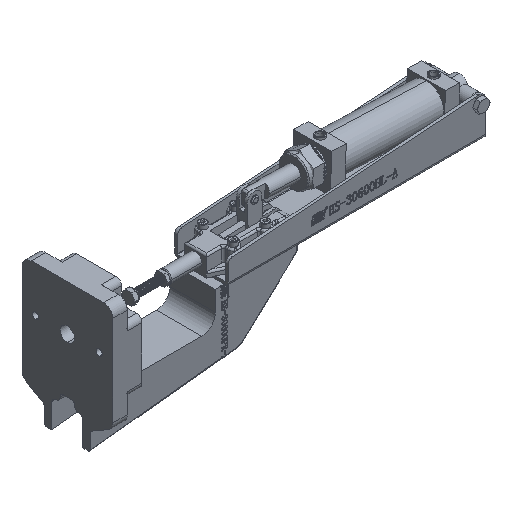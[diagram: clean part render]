
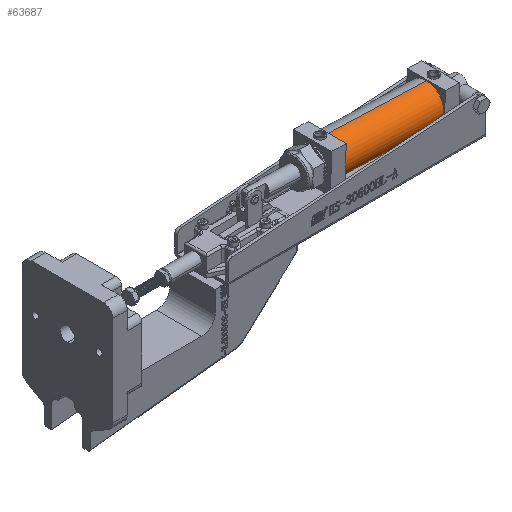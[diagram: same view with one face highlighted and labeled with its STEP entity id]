
A CAD part, isometric view. The second image highlights one B-rep face of the part: STEP entity #63687.
In plain terms, the highlighted cylindrical face has radius 20 mm (diameter 40 mm), a partial arc.
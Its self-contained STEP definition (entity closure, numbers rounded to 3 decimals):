
#7414 = EDGE_CURVE ( 'NONE', #34459, #34466, #70729, .T. ) ;
#7415 = EDGE_CURVE ( 'NONE', #34485, #34466, #70723, .T. ) ;
#7416 = EDGE_CURVE ( 'NONE', #34459, #34461, #70731, .T. ) ;
#7417 = EDGE_CURVE ( 'NONE', #34461, #34485, #70737, .T. ) ;
#21799 = ORIENTED_EDGE ( 'NONE', *, *, #7416, .T. ) ;
#21800 = ORIENTED_EDGE ( 'NONE', *, *, #7417, .T. ) ;
#21801 = ORIENTED_EDGE ( 'NONE', *, *, #7415, .T. ) ;
#21802 = ORIENTED_EDGE ( 'NONE', *, *, #7414, .F. ) ;
#23511 = DIRECTION ( 'NONE',  ( 0., 0., 1. ) ) ;
#23514 = DIRECTION ( 'NONE',  ( -1., 0., 0. ) ) ;
#23517 = CARTESIAN_POINT ( 'NONE',  ( 146., 0., 0. ) ) ;
#23525 = DIRECTION ( 'NONE',  ( 0., 0., 1. ) ) ;
#23528 = DIRECTION ( 'NONE',  ( 1., 0., 0. ) ) ;
#23531 = CARTESIAN_POINT ( 'NONE',  ( 36.6, 0., 0. ) ) ;
#23538 = DIRECTION ( 'NONE',  ( -1., 0., 0. ) ) ;
#23542 = CARTESIAN_POINT ( 'NONE',  ( 0., 0., -20. ) ) ;
#23579 = DIRECTION ( 'NONE',  ( -1., 0., 0. ) ) ;
#23584 = CARTESIAN_POINT ( 'NONE',  ( 0., 0., 20. ) ) ;
#25635 = AXIS2_PLACEMENT_3D ( 'NONE', #23531, #23528, #23525 ) ;
#25636 = AXIS2_PLACEMENT_3D ( 'NONE', #23517, #23514, #23511 ) ;
#29039 = CARTESIAN_POINT ( 'NONE',  ( 146., 0., 20. ) ) ;
#29059 = CARTESIAN_POINT ( 'NONE',  ( 146., 0., -20. ) ) ;
#29070 = CARTESIAN_POINT ( 'NONE',  ( 36.6, 0., 20. ) ) ;
#29114 = CARTESIAN_POINT ( 'NONE',  ( 36.6, 0., -20. ) ) ;
#34459 = VERTEX_POINT ( 'NONE', #29039 ) ;
#34461 = VERTEX_POINT ( 'NONE', #29059 ) ;
#34466 = VERTEX_POINT ( 'NONE', #29070 ) ;
#34485 = VERTEX_POINT ( 'NONE', #29114 ) ;
#41251 = DIRECTION ( 'NONE',  ( 0., 0., 1. ) ) ;
#41256 = DIRECTION ( 'NONE',  ( -1., 0., 0. ) ) ;
#41258 = CARTESIAN_POINT ( 'NONE',  ( 0., 0., 0. ) ) ;
#43121 = CYLINDRICAL_SURFACE ( 'NONE', #54166, 20. ) ;
#43122 = FACE_OUTER_BOUND ( 'NONE', #65453, .T. ) ;
#54166 = AXIS2_PLACEMENT_3D ( 'NONE', #41258, #41256, #41251 ) ;
#63687 = ADVANCED_FACE ( 'NONE', ( #43122 ), #43121, .T. ) ;
#65453 = EDGE_LOOP ( 'NONE', ( #21799, #21800, #21801, #21802 ) ) ;
#70723 = CIRCLE ( 'NONE', #25635, 20. ) ;
#70729 = LINE ( 'NONE', #23584, #70733 ) ;
#70731 = CIRCLE ( 'NONE', #25636, 20. ) ;
#70733 = VECTOR ( 'NONE', #23579, 1000. ) ;
#70737 = LINE ( 'NONE', #23542, #70741 ) ;
#70741 = VECTOR ( 'NONE', #23538, 1000. ) ;
